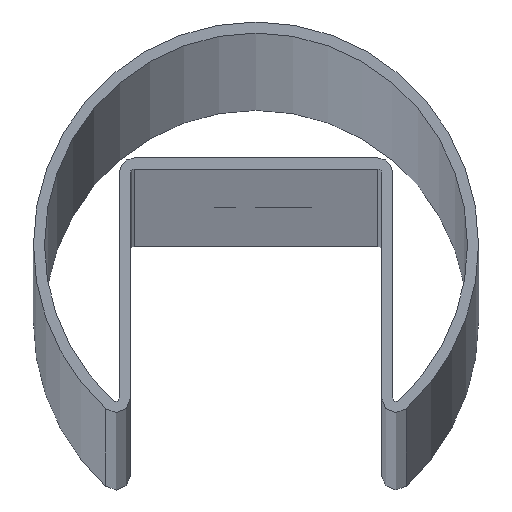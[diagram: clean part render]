
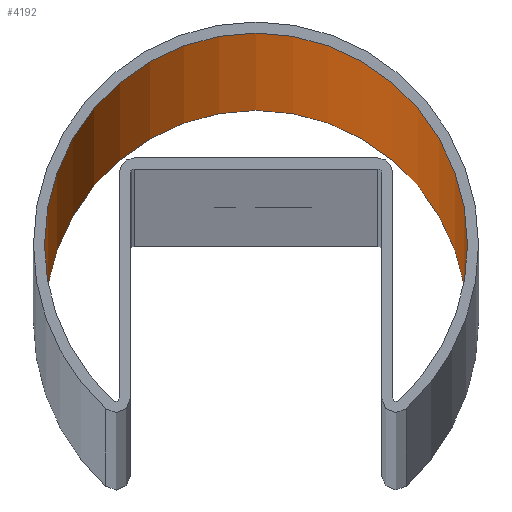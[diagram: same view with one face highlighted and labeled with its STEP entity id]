
A CAD part, top view. The second image highlights one B-rep face of the part: STEP entity #4192.
In plain terms, the highlighted cylindrical face has radius 28.65 mm (diameter 57.3 mm), a partial arc.
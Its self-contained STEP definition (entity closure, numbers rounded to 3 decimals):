
#255 = EDGE_CURVE ( 'NONE', #11722, #9444, #6094, .T. ) ;
#322 = VECTOR ( 'NONE', #11558, 1000. ) ;
#813 = EDGE_CURVE ( 'NONE', #3642, #14489, #8537, .T. ) ;
#967 = CARTESIAN_POINT ( 'NONE',  ( 0., 0., -3000. ) ) ;
#1595 = CARTESIAN_POINT ( 'NONE',  ( 28.65, 0., 3000. ) ) ;
#1793 = CARTESIAN_POINT ( 'NONE',  ( -28.65, 0., 3000. ) ) ;
#2020 = ORIENTED_EDGE ( 'NONE', *, *, #9319, .T. ) ;
#2635 = CARTESIAN_POINT ( 'NONE',  ( 0., 0., 3000. ) ) ;
#3293 = DIRECTION ( 'NONE',  ( 0., 0., 1. ) ) ;
#3456 = AXIS2_PLACEMENT_3D ( 'NONE', #967, #3293, #5422 ) ;
#3642 = VERTEX_POINT ( 'NONE', #11103 ) ;
#3733 = CARTESIAN_POINT ( 'NONE',  ( -28.65, 0., -3000. ) ) ;
#4032 = LINE ( 'NONE', #1595, #322 ) ;
#4072 = DIRECTION ( 'NONE',  ( 0., 0., -1. ) ) ;
#4077 = FACE_OUTER_BOUND ( 'NONE', #12648, .T. ) ;
#4192 = ADVANCED_FACE ( 'NONE', ( #4077 ), #12659, .F. ) ;
#5422 = DIRECTION ( 'NONE',  ( 1., 0., 0. ) ) ;
#5553 = CARTESIAN_POINT ( 'NONE',  ( 28.65, 0., -3000. ) ) ;
#5753 = ORIENTED_EDGE ( 'NONE', *, *, #813, .T. ) ;
#6094 = CIRCLE ( 'NONE', #3456, 28.65 ) ;
#6391 = EDGE_CURVE ( 'NONE', #3642, #11722, #4032, .T. ) ;
#8114 = LINE ( 'NONE', #1793, #10210 ) ;
#8286 = DIRECTION ( 'NONE',  ( -1., 0., 0. ) ) ;
#8537 = CIRCLE ( 'NONE', #10976, 28.65 ) ;
#8959 = CARTESIAN_POINT ( 'NONE',  ( -28.65, 0., 3000. ) ) ;
#9319 = EDGE_CURVE ( 'NONE', #14489, #9444, #8114, .T. ) ;
#9444 = VERTEX_POINT ( 'NONE', #3733 ) ;
#10210 = VECTOR ( 'NONE', #4072, 1000. ) ;
#10444 = DIRECTION ( 'NONE',  ( 0., 0., -1. ) ) ;
#10976 = AXIS2_PLACEMENT_3D ( 'NONE', #11855, #12993, #14263 ) ;
#11103 = CARTESIAN_POINT ( 'NONE',  ( 28.65, 0., 3000. ) ) ;
#11558 = DIRECTION ( 'NONE',  ( 0., 0., -1. ) ) ;
#11722 = VERTEX_POINT ( 'NONE', #5553 ) ;
#11855 = CARTESIAN_POINT ( 'NONE',  ( 0., 0., 3000. ) ) ;
#12648 = EDGE_LOOP ( 'NONE', ( #13637, #5753, #2020, #13179 ) ) ;
#12659 = CYLINDRICAL_SURFACE ( 'NONE', #13528, 28.65 ) ;
#12993 = DIRECTION ( 'NONE',  ( 0., 0., 1. ) ) ;
#13179 = ORIENTED_EDGE ( 'NONE', *, *, #255, .F. ) ;
#13528 = AXIS2_PLACEMENT_3D ( 'NONE', #2635, #10444, #8286 ) ;
#13637 = ORIENTED_EDGE ( 'NONE', *, *, #6391, .F. ) ;
#14263 = DIRECTION ( 'NONE',  ( 1., 0., 0. ) ) ;
#14489 = VERTEX_POINT ( 'NONE', #8959 ) ;
